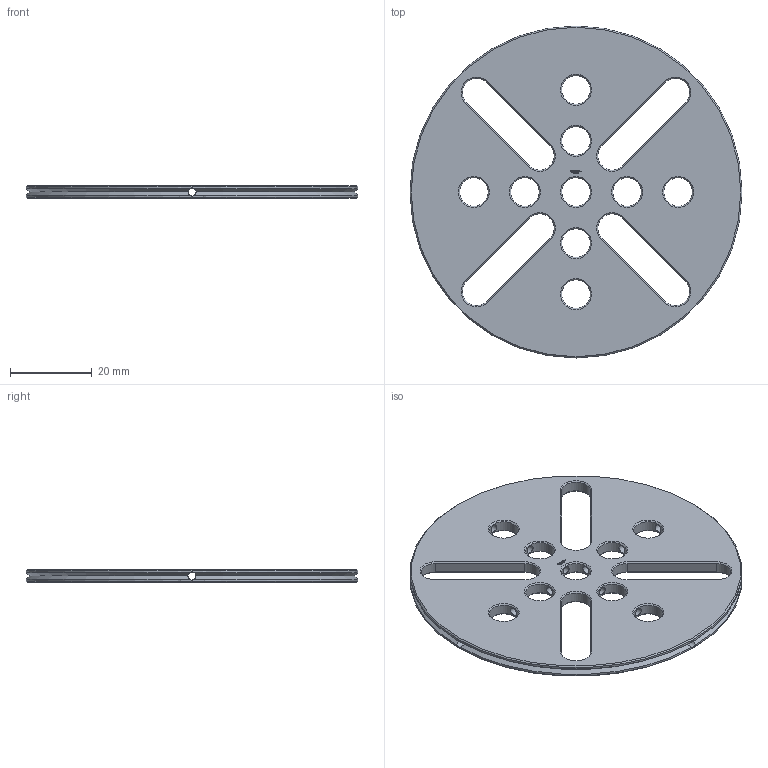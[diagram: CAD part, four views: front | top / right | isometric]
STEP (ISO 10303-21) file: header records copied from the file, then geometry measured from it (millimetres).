
FILE_DESCRIPTION(('FreeCAD Model'),'2;1');
FILE_NAME('Open CASCADE Shape Model','2023-11-14T16:52:31',(''),(''), 'Open CASCADE STEP processor 7.6','FreeCAD','Unknown');
FILE_SCHEMA(('AUTOMOTIVE_DESIGN { 1 0 10303 214 1 1 1 1 }'));
Length unit declared in the file: millimetre
Products named in the file (1): Washer FRE OCT BU06.50x00.25 - SPN-WSR-0060 (stemfie.org)
Bounding box: 81.25 x 81.25 x 3.12 mm (x, y, z)
Volume: 12180 mm3; surface area: 10878.9 mm2
Topology: 1 solids, 1 shells, 598 faces, 1677 edges, 1101 vertices
Faces by surface type: plane 325, extrusion 198, cone 44, cylinder 31
Full cylindrical faces by diameter (mm): 2 x12, 7 x9, 81.25 x2
Entity records: 45091 total; most frequent: CARTESIAN_POINT 13139, DIRECTION 5083, VECTOR 4110, LINE 3912, ORIENTED_EDGE 3354, PCURVE 3354, DEFINITIONAL_REPRESENTATION 3354, EDGE_CURVE 1677
